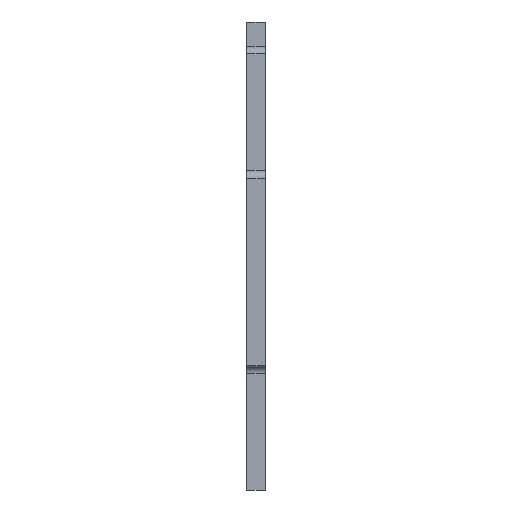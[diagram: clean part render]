
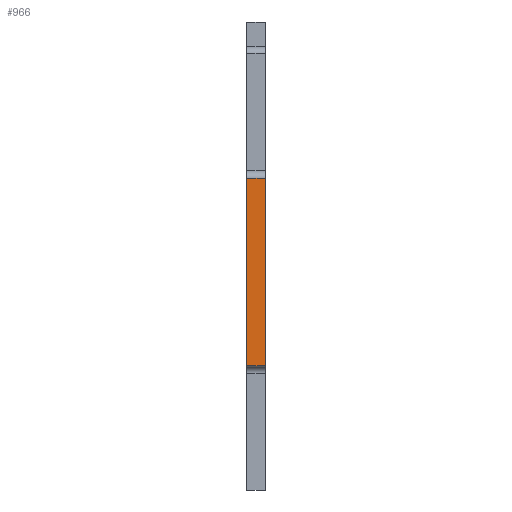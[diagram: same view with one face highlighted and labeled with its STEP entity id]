
A CAD part, left-side view. The second image highlights one B-rep face of the part: STEP entity #966.
In plain terms, the highlighted planar face has unit normal (-1, 0, 0).
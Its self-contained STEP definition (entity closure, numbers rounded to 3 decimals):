
#26 = DIRECTION ( 'NONE',  ( 0., 0., 1. ) ) ;
#42 = ORIENTED_EDGE ( 'NONE', *, *, #1629, .T. ) ;
#51 = CARTESIAN_POINT ( 'NONE',  ( -200., 0., 25. ) ) ;
#112 = CARTESIAN_POINT ( 'NONE',  ( -200., 5., -58. ) ) ;
#193 = DIRECTION ( 'NONE',  ( 1., 0., 0. ) ) ;
#202 = EDGE_CURVE ( 'NONE', #1850, #1562, #1221, .T. ) ;
#224 = DIRECTION ( 'NONE',  ( 0., 1., 0. ) ) ;
#387 = DIRECTION ( 'NONE',  ( 0., 1., 0. ) ) ;
#441 = EDGE_LOOP ( 'NONE', ( #1341, #1202, #1123, #42 ) ) ;
#527 = CARTESIAN_POINT ( 'NONE',  ( -200., 0., -58. ) ) ;
#567 = LINE ( 'NONE', #1114, #2209 ) ;
#597 = FACE_OUTER_BOUND ( 'NONE', #441, .T. ) ;
#660 = CARTESIAN_POINT ( 'NONE',  ( -200., 0., -25. ) ) ;
#704 = EDGE_CURVE ( 'NONE', #2014, #2024, #1337, .T. ) ;
#910 = DIRECTION ( 'NONE',  ( 0., 0., -1. ) ) ;
#951 = VECTOR ( 'NONE', #1880, 1000. ) ;
#966 = ADVANCED_FACE ( 'NONE', ( #597 ), #2225, .F. ) ;
#1114 = CARTESIAN_POINT ( 'NONE',  ( -200., 0., -25. ) ) ;
#1123 = ORIENTED_EDGE ( 'NONE', *, *, #202, .T. ) ;
#1202 = ORIENTED_EDGE ( 'NONE', *, *, #2137, .F. ) ;
#1221 = LINE ( 'NONE', #527, #2057 ) ;
#1254 = VECTOR ( 'NONE', #387, 1000. ) ;
#1283 = CARTESIAN_POINT ( 'NONE',  ( -200., 0., 25. ) ) ;
#1337 = LINE ( 'NONE', #112, #951 ) ;
#1341 = ORIENTED_EDGE ( 'NONE', *, *, #704, .F. ) ;
#1348 = CARTESIAN_POINT ( 'NONE',  ( -200., 5., -58. ) ) ;
#1503 = CARTESIAN_POINT ( 'NONE',  ( -200., 5., -25. ) ) ;
#1562 = VERTEX_POINT ( 'NONE', #51 ) ;
#1629 = EDGE_CURVE ( 'NONE', #1562, #2024, #1993, .T. ) ;
#1843 = CARTESIAN_POINT ( 'NONE',  ( -200., 5., 25. ) ) ;
#1850 = VERTEX_POINT ( 'NONE', #660 ) ;
#1880 = DIRECTION ( 'NONE',  ( 0., 0., 1. ) ) ;
#1993 = LINE ( 'NONE', #1283, #1254 ) ;
#2014 = VERTEX_POINT ( 'NONE', #1503 ) ;
#2024 = VERTEX_POINT ( 'NONE', #1843 ) ;
#2057 = VECTOR ( 'NONE', #26, 1000. ) ;
#2137 = EDGE_CURVE ( 'NONE', #1850, #2014, #567, .T. ) ;
#2209 = VECTOR ( 'NONE', #224, 1000. ) ;
#2225 = PLANE ( 'NONE',  #2279 ) ;
#2279 = AXIS2_PLACEMENT_3D ( 'NONE', #1348, #193, #910 ) ;
